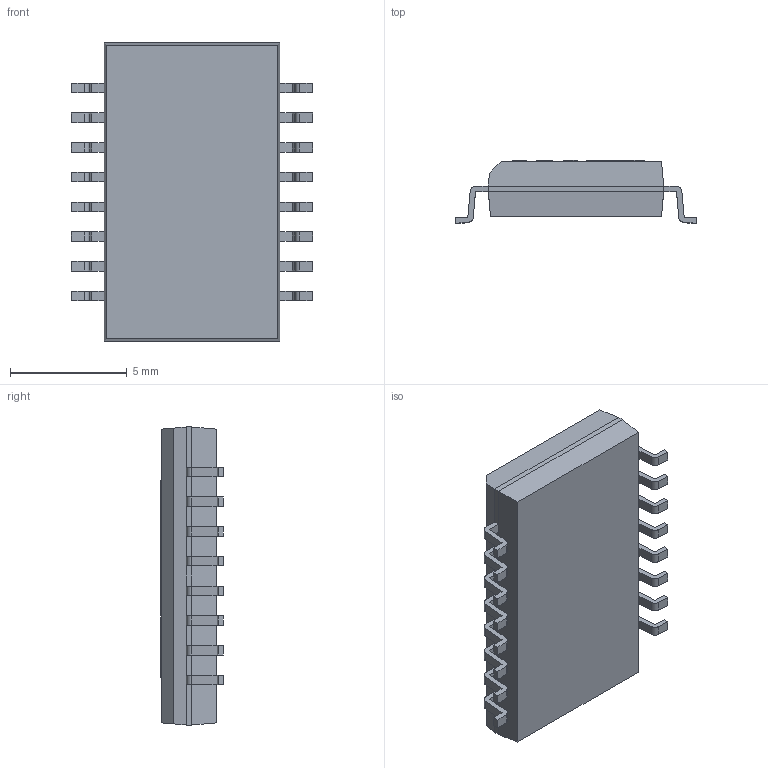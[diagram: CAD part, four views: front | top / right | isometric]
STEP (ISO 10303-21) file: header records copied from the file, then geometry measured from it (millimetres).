
FILE_DESCRIPTION(/* description */ ('STEP AP214'),/* implementation_level */ '2;1');
FILE_NAME(/* name */ 'METUPowerLab_Isolators_USB_16-SOIC-IC-ADUM4160BRIZ.step',/* time_stamp */ '2025-05-17T22:47:02+03:00',/* author */ (''),/* organization */ (''),/* preprocessor_version */ 'ST-DEVELOPER v20.1',/* originating_system */ 'Autodesk Translation Framework v14.4.0.0',/* authorisation */ '');
FILE_SCHEMA (('AUTOMOTIVE_DESIGN { 1 0 10303 214 3 1 1 }'));
Length unit declared in the file: millimetre
Products named in the file (1): ADUM4190BRIZ
Bounding box: 10.31 x 2.69 x 12.75 mm (x, y, z)
Volume: 222.7 mm3; surface area: 337.8 mm2
Topology: 18 solids, 18 shells, 1180 faces, 3256 edges, 2168 vertices
Faces by surface type: plane 579, bspline 535, cylinder 66
Full cylindrical faces by diameter (mm): 0.41 x2
Entity records: 42098 total; most frequent: CARTESIAN_POINT 15576, ORIENTED_EDGE 6512, DIRECTION 3610, EDGE_CURVE 3256, VERTEX_POINT 2168, LINE 2054, VECTOR 2054, EDGE_LOOP 1236
